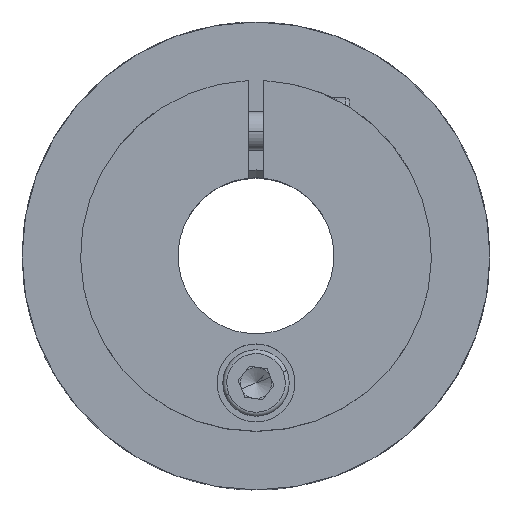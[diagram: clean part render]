
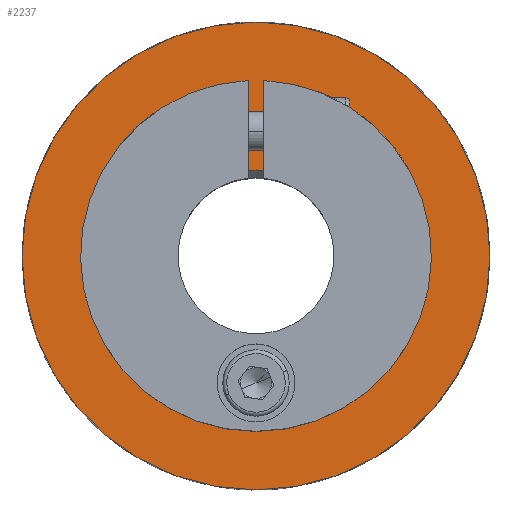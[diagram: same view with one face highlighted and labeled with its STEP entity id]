
A CAD part, top view. The second image highlights one B-rep face of the part: STEP entity #2237.
In plain terms, the highlighted planar face has unit normal (0, 0, 1).
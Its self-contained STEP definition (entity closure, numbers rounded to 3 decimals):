
#63 = CIRCLE ( 'NONE', #4070, 30. ) ;
#141 = CIRCLE ( 'NONE', #3049, 30. ) ;
#317 = PLANE ( 'NONE',  #4163 ) ;
#360 = EDGE_CURVE ( 'NONE', #1268, #1605, #141, .T. ) ;
#457 = ORIENTED_EDGE ( 'NONE', *, *, #5165, .F. ) ;
#514 = DIRECTION ( 'NONE',  ( 0., 0., -1. ) ) ;
#914 = AXIS2_PLACEMENT_3D ( 'NONE', #3801, #4372, #1050 ) ;
#1031 = DIRECTION ( 'NONE',  ( 1., 0., 0. ) ) ;
#1050 = DIRECTION ( 'NONE',  ( -1., 0., 0. ) ) ;
#1056 = EDGE_CURVE ( 'NONE', #2984, #3504, #3193, .T. ) ;
#1268 = VERTEX_POINT ( 'NONE', #4831 ) ;
#1297 = AXIS2_PLACEMENT_3D ( 'NONE', #1767, #3398, #5035 ) ;
#1354 = CARTESIAN_POINT ( 'NONE',  ( 30., 0., 0. ) ) ;
#1447 = CIRCLE ( 'NONE', #1297, 2.1 ) ;
#1487 = VERTEX_POINT ( 'NONE', #4827 ) ;
#1597 = EDGE_LOOP ( 'NONE', ( #3128, #3657 ) ) ;
#1605 = VERTEX_POINT ( 'NONE', #1354 ) ;
#1606 = CIRCLE ( 'NONE', #2109, 2.1 ) ;
#1767 = CARTESIAN_POINT ( 'NONE',  ( 0., -16.3, 0. ) ) ;
#2099 = DIRECTION ( 'NONE',  ( -1., 0., 0. ) ) ;
#2109 = AXIS2_PLACEMENT_3D ( 'NONE', #3025, #2998, #3855 ) ;
#2237 = ADVANCED_FACE ( 'NONE', ( #2280, #3023, #3914 ), #317, .F. ) ;
#2272 = CARTESIAN_POINT ( 'NONE',  ( -11.025, 0., 0. ) ) ;
#2280 = FACE_BOUND ( 'NONE', #3839, .T. ) ;
#2429 = CARTESIAN_POINT ( 'NONE',  ( -2.1, -16.3, 0. ) ) ;
#2464 = ORIENTED_EDGE ( 'NONE', *, *, #5170, .F. ) ;
#2838 = ORIENTED_EDGE ( 'NONE', *, *, #4695, .T. ) ;
#2984 = VERTEX_POINT ( 'NONE', #2272 ) ;
#2998 = DIRECTION ( 'NONE',  ( 0., 0., 1. ) ) ;
#3023 = FACE_BOUND ( 'NONE', #1597, .T. ) ;
#3025 = CARTESIAN_POINT ( 'NONE',  ( 0., -16.3, 0. ) ) ;
#3040 = EDGE_LOOP ( 'NONE', ( #2838, #3685 ) ) ;
#3049 = AXIS2_PLACEMENT_3D ( 'NONE', #4351, #3500, #3974 ) ;
#3128 = ORIENTED_EDGE ( 'NONE', *, *, #3538, .T. ) ;
#3193 = CIRCLE ( 'NONE', #4051, 11.025 ) ;
#3253 = DIRECTION ( 'NONE',  ( -1., 0., 0. ) ) ;
#3265 = CARTESIAN_POINT ( 'NONE',  ( 0., 10.025, 0. ) ) ;
#3347 = CARTESIAN_POINT ( 'NONE',  ( 11.025, 0., 0. ) ) ;
#3398 = DIRECTION ( 'NONE',  ( 0., 0., 1. ) ) ;
#3500 = DIRECTION ( 'NONE',  ( 0., 0., 1. ) ) ;
#3504 = VERTEX_POINT ( 'NONE', #3347 ) ;
#3538 = EDGE_CURVE ( 'NONE', #3504, #2984, #4894, .T. ) ;
#3657 = ORIENTED_EDGE ( 'NONE', *, *, #1056, .T. ) ;
#3685 = ORIENTED_EDGE ( 'NONE', *, *, #360, .T. ) ;
#3801 = CARTESIAN_POINT ( 'NONE',  ( 0., 0., 0. ) ) ;
#3839 = EDGE_LOOP ( 'NONE', ( #457, #2464 ) ) ;
#3855 = DIRECTION ( 'NONE',  ( 1., 0., 0. ) ) ;
#3914 = FACE_OUTER_BOUND ( 'NONE', #3040, .T. ) ;
#3974 = DIRECTION ( 'NONE',  ( 1., 0., 0. ) ) ;
#4051 = AXIS2_PLACEMENT_3D ( 'NONE', #4114, #514, #3253 ) ;
#4070 = AXIS2_PLACEMENT_3D ( 'NONE', #4567, #4662, #1031 ) ;
#4114 = CARTESIAN_POINT ( 'NONE',  ( 0., 0., 0. ) ) ;
#4148 = DIRECTION ( 'NONE',  ( 0., 0., -1. ) ) ;
#4163 = AXIS2_PLACEMENT_3D ( 'NONE', #3265, #4148, #2099 ) ;
#4351 = CARTESIAN_POINT ( 'NONE',  ( 0., 0., 0. ) ) ;
#4372 = DIRECTION ( 'NONE',  ( 0., 0., -1. ) ) ;
#4388 = VERTEX_POINT ( 'NONE', #2429 ) ;
#4567 = CARTESIAN_POINT ( 'NONE',  ( 0., 0., 0. ) ) ;
#4662 = DIRECTION ( 'NONE',  ( 0., 0., 1. ) ) ;
#4695 = EDGE_CURVE ( 'NONE', #1605, #1268, #63, .T. ) ;
#4827 = CARTESIAN_POINT ( 'NONE',  ( 2.1, -16.3, 0. ) ) ;
#4831 = CARTESIAN_POINT ( 'NONE',  ( -30., 0., 0. ) ) ;
#4894 = CIRCLE ( 'NONE', #914, 11.025 ) ;
#5035 = DIRECTION ( 'NONE',  ( 1., 0., 0. ) ) ;
#5165 = EDGE_CURVE ( 'NONE', #1487, #4388, #1447, .T. ) ;
#5170 = EDGE_CURVE ( 'NONE', #4388, #1487, #1606, .T. ) ;
